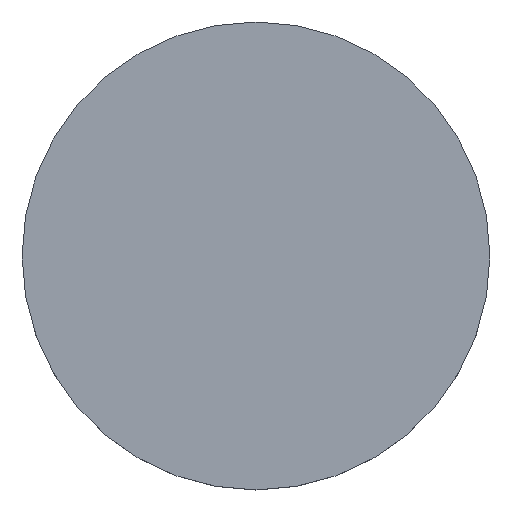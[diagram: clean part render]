
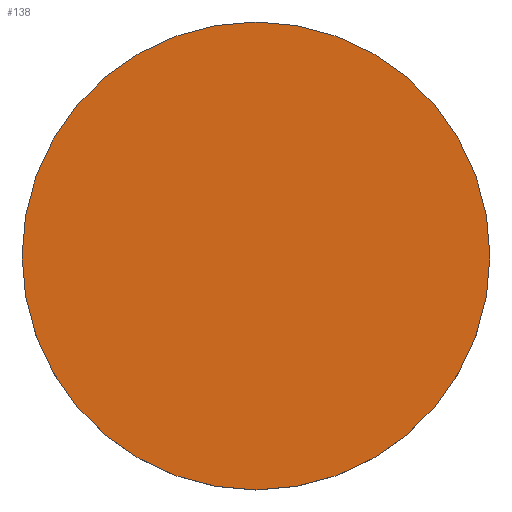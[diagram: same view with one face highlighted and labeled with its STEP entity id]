
A CAD part, top view. The second image highlights one B-rep face of the part: STEP entity #138.
In plain terms, the highlighted planar face has unit normal (0, 0, 1).
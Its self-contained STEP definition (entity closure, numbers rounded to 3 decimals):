
#7 = VERTEX_POINT ( 'NONE', #137 ) ;
#16 = EDGE_LOOP ( 'NONE', ( #115, #135 ) ) ;
#24 = DIRECTION ( 'NONE',  ( 1., 0., 0. ) ) ;
#46 = DIRECTION ( 'NONE',  ( 0., 0., 1. ) ) ;
#50 = PLANE ( 'NONE',  #98 ) ;
#60 = AXIS2_PLACEMENT_3D ( 'NONE', #172, #46, #156 ) ;
#63 = AXIS2_PLACEMENT_3D ( 'NONE', #112, #159, #124 ) ;
#78 = CIRCLE ( 'NONE', #63, 7.5 ) ;
#79 = EDGE_CURVE ( 'NONE', #96, #7, #108, .T. ) ;
#86 = EDGE_CURVE ( 'NONE', #7, #96, #78, .T. ) ;
#96 = VERTEX_POINT ( 'NONE', #125 ) ;
#98 = AXIS2_PLACEMENT_3D ( 'NONE', #141, #116, #24 ) ;
#108 = CIRCLE ( 'NONE', #60, 7.5 ) ;
#112 = CARTESIAN_POINT ( 'NONE',  ( 0., 0., 0.875 ) ) ;
#115 = ORIENTED_EDGE ( 'NONE', *, *, #79, .T. ) ;
#116 = DIRECTION ( 'NONE',  ( 0., 0., 1. ) ) ;
#124 = DIRECTION ( 'NONE',  ( 1., 0., 0. ) ) ;
#125 = CARTESIAN_POINT ( 'NONE',  ( -7.5, 0., 0.875 ) ) ;
#135 = ORIENTED_EDGE ( 'NONE', *, *, #86, .T. ) ;
#137 = CARTESIAN_POINT ( 'NONE',  ( 7.5, 0., 0.875 ) ) ;
#138 = ADVANCED_FACE ( 'NONE', ( #149 ), #50, .T. ) ;
#141 = CARTESIAN_POINT ( 'NONE',  ( 0., 0., 0.875 ) ) ;
#149 = FACE_OUTER_BOUND ( 'NONE', #16, .T. ) ;
#156 = DIRECTION ( 'NONE',  ( 1., 0., 0. ) ) ;
#159 = DIRECTION ( 'NONE',  ( 0., 0., 1. ) ) ;
#172 = CARTESIAN_POINT ( 'NONE',  ( 0., 0., 0.875 ) ) ;
